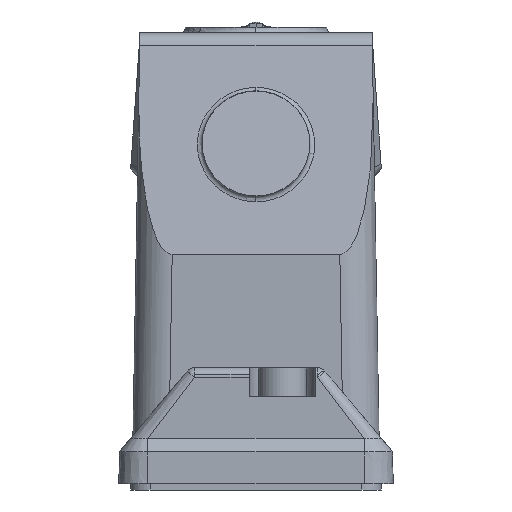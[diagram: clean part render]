
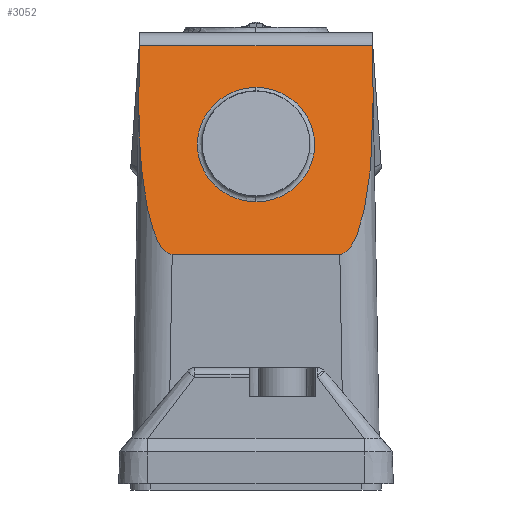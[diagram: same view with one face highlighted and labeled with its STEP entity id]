
A CAD part, front view. The second image highlights one B-rep face of the part: STEP entity #3052.
In plain terms, the highlighted planar face has unit normal (0, -0.974, 0.225).
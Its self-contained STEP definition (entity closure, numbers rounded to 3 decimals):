
#2940=AXIS2_PLACEMENT_3D('Plane Axis2P3D',#2937,#2938,#2939) ;
#1726=CARTESIAN_POINT('Line Origine',(52.752,26.051,86.871)) ;
#1730=CARTESIAN_POINT('Vertex',(52.846,24.8,81.454)) ;
#1732=CARTESIAN_POINT('Vertex',(52.657,27.301,92.287)) ;
#1981=CARTESIAN_POINT('Control Point',(52.846,24.8,81.454)) ;
#1982=CARTESIAN_POINT('Control Point',(52.949,23.438,75.554)) ;
#1983=CARTESIAN_POINT('Control Point',(52.743,22.075,69.652)) ;
#1984=CARTESIAN_POINT('Control Point',(52.227,20.751,63.917)) ;
#1985=CARTESIAN_POINT('Control Point',(50.876,18.912,55.951)) ;
#1986=CARTESIAN_POINT('Control Point',(48.631,17.739,50.872)) ;
#1987=CARTESIAN_POINT('Control Point',(47.775,17.446,49.602)) ;
#1988=CARTESIAN_POINT('Control Point',(46.849,17.3,48.968)) ;
#1989=CARTESIAN_POINT('Control Point',(45.912,17.3,48.968)) ;
#1990=CARTESIAN_POINT('Vertex',(45.912,17.3,48.968)) ;
#2038=CARTESIAN_POINT('Line Origine',(28.5,17.3,48.968)) ;
#2042=CARTESIAN_POINT('Vertex',(11.088,17.3,48.968)) ;
#2937=CARTESIAN_POINT('Axis2P3D Location',(28.5,22.773,72.674)) ;
#2942=CARTESIAN_POINT('Line Origine',(4.248,26.051,86.871)) ;
#2946=CARTESIAN_POINT('Vertex',(4.343,27.301,92.287)) ;
#2948=CARTESIAN_POINT('Vertex',(4.154,24.8,81.454)) ;
#2952=CARTESIAN_POINT('Control Point',(11.088,17.3,48.968)) ;
#2953=CARTESIAN_POINT('Control Point',(10.509,17.3,48.968)) ;
#2954=CARTESIAN_POINT('Control Point',(9.935,17.356,49.21)) ;
#2955=CARTESIAN_POINT('Control Point',(9.379,17.467,49.693)) ;
#2956=CARTESIAN_POINT('Control Point',(8.125,17.849,51.346)) ;
#2957=CARTESIAN_POINT('Control Point',(7.063,18.466,54.017)) ;
#2958=CARTESIAN_POINT('Control Point',(6.522,18.884,55.828)) ;
#2959=CARTESIAN_POINT('Control Point',(5.386,20.001,60.669)) ;
#2960=CARTESIAN_POINT('Control Point',(4.663,21.308,66.33)) ;
#2961=CARTESIAN_POINT('Control Point',(4.37,22.114,69.818)) ;
#2962=CARTESIAN_POINT('Control Point',(4.157,23.142,74.274)) ;
#2963=CARTESIAN_POINT('Control Point',(4.128,24.184,78.788)) ;
#2964=CARTESIAN_POINT('Control Point',(4.13,24.39,79.676)) ;
#2965=CARTESIAN_POINT('Control Point',(4.138,24.595,80.565)) ;
#2966=CARTESIAN_POINT('Control Point',(4.154,24.8,81.454)) ;
#2968=CARTESIAN_POINT('Line Origine',(28.5,27.301,92.287)) ;
#2982=CARTESIAN_POINT('Control Point',(28.5,19.818,59.876)) ;
#2983=CARTESIAN_POINT('Control Point',(29.697,19.818,59.876)) ;
#2984=CARTESIAN_POINT('Control Point',(30.895,19.851,60.019)) ;
#2985=CARTESIAN_POINT('Control Point',(32.068,19.917,60.305)) ;
#2986=CARTESIAN_POINT('Control Point',(34.319,20.113,61.153)) ;
#2987=CARTESIAN_POINT('Control Point',(36.292,20.425,62.506)) ;
#2988=CARTESIAN_POINT('Control Point',(37.188,20.608,63.298)) ;
#2989=CARTESIAN_POINT('Control Point',(38.762,21.02,65.08)) ;
#2990=CARTESIAN_POINT('Control Point',(39.847,21.504,67.179)) ;
#2991=CARTESIAN_POINT('Control Point',(40.254,21.761,68.289)) ;
#2992=CARTESIAN_POINT('Control Point',(40.569,22.078,69.664)) ;
#2993=CARTESIAN_POINT('Control Point',(40.674,22.4,71.059)) ;
#2994=CARTESIAN_POINT('Control Point',(40.686,22.454,71.291)) ;
#2995=CARTESIAN_POINT('Control Point',(40.692,22.507,71.523)) ;
#2996=CARTESIAN_POINT('Control Point',(40.692,22.561,71.755)) ;
#2997=CARTESIAN_POINT('Vertex',(28.5,19.818,59.876)) ;
#2999=CARTESIAN_POINT('Vertex',(40.692,22.561,71.755)) ;
#3003=CARTESIAN_POINT('Control Point',(28.5,25.303,83.634)) ;
#3004=CARTESIAN_POINT('Control Point',(27.303,25.303,83.634)) ;
#3005=CARTESIAN_POINT('Control Point',(26.105,25.27,83.491)) ;
#3006=CARTESIAN_POINT('Control Point',(24.932,25.204,83.205)) ;
#3007=CARTESIAN_POINT('Control Point',(22.681,25.008,82.357)) ;
#3008=CARTESIAN_POINT('Control Point',(20.708,24.696,81.004)) ;
#3009=CARTESIAN_POINT('Control Point',(19.812,24.513,80.212)) ;
#3010=CARTESIAN_POINT('Control Point',(18.238,24.102,78.431)) ;
#3011=CARTESIAN_POINT('Control Point',(17.153,23.617,76.331)) ;
#3012=CARTESIAN_POINT('Control Point',(16.746,23.361,75.221)) ;
#3013=CARTESIAN_POINT('Control Point',(16.22,22.831,72.926)) ;
#3014=CARTESIAN_POINT('Control Point',(16.279,22.289,70.576)) ;
#3015=CARTESIAN_POINT('Control Point',(16.457,22.019,69.411)) ;
#3016=CARTESIAN_POINT('Control Point',(17.104,21.497,67.146)) ;
#3017=CARTESIAN_POINT('Control Point',(18.294,21.024,65.1)) ;
#3018=CARTESIAN_POINT('Control Point',(19.015,20.806,64.154)) ;
#3019=CARTESIAN_POINT('Control Point',(20.682,20.413,62.454)) ;
#3020=CARTESIAN_POINT('Control Point',(22.72,20.123,61.197)) ;
#3021=CARTESIAN_POINT('Control Point',(23.815,20.007,60.694)) ;
#3022=CARTESIAN_POINT('Control Point',(25.416,19.889,60.182)) ;
#3023=CARTESIAN_POINT('Control Point',(27.074,19.834,59.944)) ;
#3024=CARTESIAN_POINT('Control Point',(27.548,19.823,59.898)) ;
#3025=CARTESIAN_POINT('Control Point',(28.024,19.818,59.876)) ;
#3026=CARTESIAN_POINT('Control Point',(28.5,19.818,59.876)) ;
#3027=CARTESIAN_POINT('Vertex',(28.5,25.303,83.634)) ;
#3031=CARTESIAN_POINT('Control Point',(40.692,22.561,71.755)) ;
#3032=CARTESIAN_POINT('Control Point',(40.692,22.83,72.922)) ;
#3033=CARTESIAN_POINT('Control Point',(40.545,23.099,74.088)) ;
#3034=CARTESIAN_POINT('Control Point',(40.251,23.363,75.232)) ;
#3035=CARTESIAN_POINT('Control Point',(39.381,23.87,77.424)) ;
#3036=CARTESIAN_POINT('Control Point',(37.992,24.314,79.347)) ;
#3037=CARTESIAN_POINT('Control Point',(37.179,24.515,80.22)) ;
#3038=CARTESIAN_POINT('Control Point',(35.351,24.869,81.754)) ;
#3039=CARTESIAN_POINT('Control Point',(33.196,25.113,82.811)) ;
#3040=CARTESIAN_POINT('Control Point',(32.057,25.205,83.208)) ;
#3041=CARTESIAN_POINT('Control Point',(30.646,25.276,83.515)) ;
#3042=CARTESIAN_POINT('Control Point',(29.214,25.299,83.617)) ;
#3043=CARTESIAN_POINT('Control Point',(28.976,25.302,83.629)) ;
#3044=CARTESIAN_POINT('Control Point',(28.738,25.303,83.634)) ;
#3045=CARTESIAN_POINT('Control Point',(28.5,25.303,83.634)) ;
#1727=DIRECTION('Vector Direction',(-0.017,0.225,0.974)) ;
#2039=DIRECTION('Vector Direction',(1.,0.,0.)) ;
#2938=DIRECTION('Axis2P3D Direction',(0.,0.974,-0.225)) ;
#2939=DIRECTION('Axis2P3D XDirection',(0.,-0.225,-0.974)) ;
#2943=DIRECTION('Vector Direction',(-0.017,-0.225,-0.974)) ;
#2969=DIRECTION('Vector Direction',(-1.,0.,0.)) ;
#1728=VECTOR('Line Direction',#1727,1.) ;
#2040=VECTOR('Line Direction',#2039,1.) ;
#2944=VECTOR('Line Direction',#2943,1.) ;
#2970=VECTOR('Line Direction',#2969,1.) ;
#2974=ORIENTED_EDGE('',*,*,#2950,.T.) ;
#2975=ORIENTED_EDGE('',*,*,#2967,.F.) ;
#2976=ORIENTED_EDGE('',*,*,#2044,.T.) ;
#2977=ORIENTED_EDGE('',*,*,#1992,.F.) ;
#2978=ORIENTED_EDGE('',*,*,#1734,.T.) ;
#2979=ORIENTED_EDGE('',*,*,#2972,.T.) ;
#3048=ORIENTED_EDGE('',*,*,#3001,.F.) ;
#3049=ORIENTED_EDGE('',*,*,#3029,.F.) ;
#3050=ORIENTED_EDGE('',*,*,#3046,.F.) ;
#3051=FACE_BOUND('',#3047,.T.) ;
#3052=ADVANCED_FACE('MANIFOLD_SOLID_BREP #190230',(#2980,#3051),#2941,.F.) ;
#1980=B_SPLINE_CURVE_WITH_KNOTS('',5,(#1981,#1982,#1983,#1984,#1985,#1986,#1987,#1988,#1989),.UNSPECIFIED.,.F.,.U.,(6,3,6),(0.,43.361,65.211),.UNSPECIFIED.) ;
#2951=B_SPLINE_CURVE_WITH_KNOTS('',5,(#2952,#2953,#2954,#2955,#2956,#2957,#2958,#2959,#2960,#2961,#2962,#2963,#2964,#2965,#2966),.UNSPECIFIED.,.F.,.U.,(6,3,3,3,6),(0.,13.489,32.061,58.775,65.308),.UNSPECIFIED.) ;
#2981=B_SPLINE_CURVE_WITH_KNOTS('',5,(#2982,#2983,#2984,#2985,#2986,#2987,#2988,#2989,#2990,#2991,#2992,#2993,#2994,#2995,#2996),.UNSPECIFIED.,.F.,.U.,(6,3,3,3,6),(0.,8.467,16.934,25.4,27.083),.UNSPECIFIED.) ;
#3002=B_SPLINE_CURVE_WITH_KNOTS('',5,(#3003,#3004,#3005,#3006,#3007,#3008,#3009,#3010,#3011,#3012,#3013,#3014,#3015,#3016,#3017,#3018,#3019,#3020,#3021,#3022,#3023,#3024,#3025,#3026),.UNSPECIFIED.,.F.,.U.,(6,3,3,3,3,3,3,6),(0.,8.467,16.934,25.4,33.867,42.334,50.801,54.166),.UNSPECIFIED.) ;
#3030=B_SPLINE_CURVE_WITH_KNOTS('',5,(#3031,#3032,#3033,#3034,#3035,#3036,#3037,#3038,#3039,#3040,#3041,#3042,#3043,#3044,#3045),.UNSPECIFIED.,.F.,.U.,(6,3,3,3,6),(0.,8.467,16.934,25.4,27.083),.UNSPECIFIED.) ;
#1734=EDGE_CURVE('',#1731,#1733,#1729,.T.) ;
#1992=EDGE_CURVE('',#1731,#1991,#1980,.T.) ;
#2044=EDGE_CURVE('',#2043,#1991,#2041,.T.) ;
#2950=EDGE_CURVE('',#2947,#2949,#2945,.T.) ;
#2967=EDGE_CURVE('',#2043,#2949,#2951,.T.) ;
#2972=EDGE_CURVE('',#1733,#2947,#2971,.T.) ;
#3001=EDGE_CURVE('',#2998,#3000,#2981,.T.) ;
#3029=EDGE_CURVE('',#3028,#2998,#3002,.T.) ;
#3046=EDGE_CURVE('',#3000,#3028,#3030,.T.) ;
#2973=EDGE_LOOP('',(#2974,#2975,#2976,#2977,#2978,#2979)) ;
#3047=EDGE_LOOP('',(#3048,#3049,#3050)) ;
#2980=FACE_OUTER_BOUND('',#2973,.T.) ;
#1729=LINE('Line',#1726,#1728) ;
#2041=LINE('Line',#2038,#2040) ;
#2945=LINE('Line',#2942,#2944) ;
#2971=LINE('Line',#2968,#2970) ;
#2941=PLANE('',#2940) ;
#1731=VERTEX_POINT('',#1730) ;
#1733=VERTEX_POINT('',#1732) ;
#1991=VERTEX_POINT('',#1990) ;
#2043=VERTEX_POINT('',#2042) ;
#2947=VERTEX_POINT('',#2946) ;
#2949=VERTEX_POINT('',#2948) ;
#2998=VERTEX_POINT('',#2997) ;
#3000=VERTEX_POINT('',#2999) ;
#3028=VERTEX_POINT('',#3027) ;
